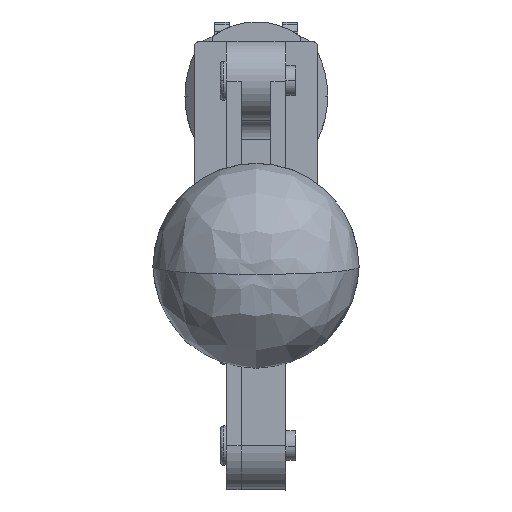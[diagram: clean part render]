
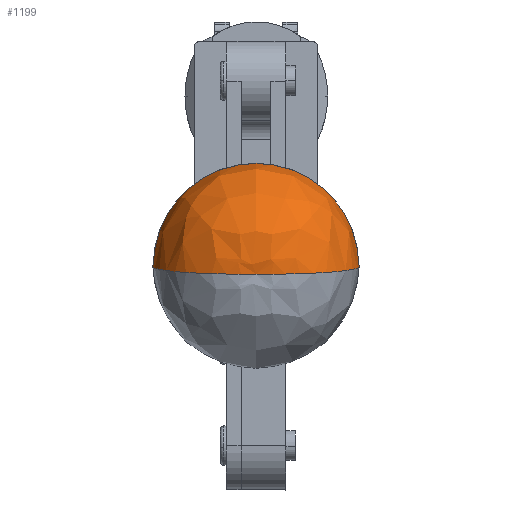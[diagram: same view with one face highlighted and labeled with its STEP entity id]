
A CAD part, top view. The second image highlights one B-rep face of the part: STEP entity #1199.
In plain terms, the highlighted free-form (B-spline) face has degree [2, 2] with [5, 9] control points.
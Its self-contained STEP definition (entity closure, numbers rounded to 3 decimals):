
#1081=CARTESIAN_POINT('',(-41.319,-0.371,137.851));
#1082=VERTEX_POINT('',#1081);
#1090=CARTESIAN_POINT('',(-20.492,20.377,139.666));
#1091=VERTEX_POINT('',#1090);
#1092=CARTESIAN_POINT('',(-20.492,-0.371,137.851));
#1093=DIRECTION('',(0.,0.087,-0.996));
#1094=DIRECTION('',(0.,-0.996,-0.087));
#1095=AXIS2_PLACEMENT_3D('',#1092,#1093,#1094);
#1096=CIRCLE('',#1095,20.827);
#1097=EDGE_CURVE('',#1082,#1091,#1096,.T.);
#1118=CARTESIAN_POINT('',(-20.492,-2.1,157.605));
#1119=CARTESIAN_POINT('',(-29.921,-2.236,159.164));
#1120=CARTESIAN_POINT('',(-36.499,-1.632,152.256));
#1121=CARTESIAN_POINT('',(-43.077,-1.027,145.347));
#1122=CARTESIAN_POINT('',(-41.015,-0.214,136.049));
#1123=CARTESIAN_POINT('',(-20.492,-2.1,157.605));
#1124=CARTESIAN_POINT('',(-29.921,-11.63,158.343));
#1125=CARTESIAN_POINT('',(-36.499,-17.578,150.861));
#1126=CARTESIAN_POINT('',(-43.077,-23.526,143.379));
#1127=CARTESIAN_POINT('',(-41.015,-20.659,134.26));
#1128=CARTESIAN_POINT('',(-20.492,-2.1,157.605));
#1129=CARTESIAN_POINT('',(-20.492,-11.63,158.343));
#1130=CARTESIAN_POINT('',(-20.492,-17.578,150.861));
#1131=CARTESIAN_POINT('',(-20.492,-23.526,143.379));
#1132=CARTESIAN_POINT('',(-20.492,-20.659,134.26));
#1133=CARTESIAN_POINT('',(-20.492,-2.1,157.605));
#1134=CARTESIAN_POINT('',(-11.063,-11.63,158.343));
#1135=CARTESIAN_POINT('',(-4.485,-17.578,150.861));
#1136=CARTESIAN_POINT('',(2.093,-23.526,143.379));
#1137=CARTESIAN_POINT('',(0.032,-20.659,134.26));
#1138=CARTESIAN_POINT('',(-20.492,-2.1,157.605));
#1139=CARTESIAN_POINT('',(-11.063,-2.236,159.164));
#1140=CARTESIAN_POINT('',(-4.485,-1.632,152.256));
#1141=CARTESIAN_POINT('',(2.093,-1.027,145.347));
#1142=CARTESIAN_POINT('',(0.032,-0.214,136.049));
#1143=CARTESIAN_POINT('',(-20.492,-2.1,157.605));
#1144=CARTESIAN_POINT('',(-11.063,7.157,159.986));
#1145=CARTESIAN_POINT('',(-4.485,14.314,153.651));
#1146=CARTESIAN_POINT('',(2.093,21.471,147.315));
#1147=CARTESIAN_POINT('',(0.032,20.232,137.838));
#1148=CARTESIAN_POINT('',(-20.492,-2.1,157.605));
#1149=CARTESIAN_POINT('',(-20.492,7.157,159.986));
#1150=CARTESIAN_POINT('',(-20.492,14.314,153.651));
#1151=CARTESIAN_POINT('',(-20.492,21.471,147.315));
#1152=CARTESIAN_POINT('',(-20.492,20.232,137.838));
#1153=CARTESIAN_POINT('',(-20.492,-2.1,157.605));
#1154=CARTESIAN_POINT('',(-29.921,7.157,159.986));
#1155=CARTESIAN_POINT('',(-36.499,14.314,153.651));
#1156=CARTESIAN_POINT('',(-43.077,21.471,147.315));
#1157=CARTESIAN_POINT('',(-41.015,20.232,137.838));
#1158=CARTESIAN_POINT('',(-20.492,-2.1,157.605));
#1159=CARTESIAN_POINT('',(-29.921,-2.236,159.164));
#1160=CARTESIAN_POINT('',(-36.499,-1.632,152.256));
#1161=CARTESIAN_POINT('',(-43.077,-1.027,145.347));
#1162=CARTESIAN_POINT('',(-41.015,-0.214,136.049));
#1170=(BOUNDED_SURFACE()B_SPLINE_SURFACE(2,2,((#1118,#1123,#1128,#1133,#1138,#1143,#1148,#1153,#1158),(#1119,#1124,#1129,#1134,#1139,#1144,#1149,#1154,#1159),(#1120,#1125,#1130,#1135,#1140,#1145,#1150,#1155,#1160),(#1121,#1126,#1131,#1136,#1141,#1146,#1151,#1156,#1161),(#1122,#1127,#1132,#1137,#1142,#1147,#1152,#1157,#1162)),.UNSPECIFIED.,.F.,.T.,.U.)B_SPLINE_SURFACE_WITH_KNOTS((3,2,3),(3,2,2,2,3),(-1.735,-0.759,0.217),(0.0,1.571,3.142,4.712,6.283),.UNSPECIFIED.)GEOMETRIC_REPRESENTATION_ITEM()RATIONAL_B_SPLINE_SURFACE(((1.0,0.707,1.0,0.707,1.0,0.707,1.0,0.707,1.0),(0.883,0.625,0.883,0.625,0.883,0.625,0.883,0.625,0.883),(1.0,0.707,1.0,0.707,1.0,0.707,1.0,0.707,1.0),(0.883,0.625,0.883,0.625,0.883,0.625,0.883,0.625,0.883),(1.0,0.707,1.0,0.707,1.0,0.707,1.0,0.707,1.0)))REPRESENTATION_ITEM('')SURFACE());
#1171=CARTESIAN_POINT('',(-20.492,-2.1,157.605));
#1172=VERTEX_POINT('',#1171);
#1173=CARTESIAN_POINT('',(-23.439,-0.552,139.916));
#1174=DIRECTION('',(0.0,0.996,0.087));
#1175=DIRECTION('',(-1.0,0.0,0.0));
#1176=AXIS2_PLACEMENT_3D('',#1173,#1174,#1175);
#1177=CIRCLE('',#1176,18.);
#1178=EDGE_CURVE('',#1082,#1172,#1177,.T.);
#1179=ORIENTED_EDGE('',*,*,#1178,.T.);
#1180=CARTESIAN_POINT('',(0.335,-0.371,137.851));
#1181=VERTEX_POINT('',#1180);
#1182=CARTESIAN_POINT('',(-17.545,-0.552,139.916));
#1183=DIRECTION('',(0.0,0.996,0.087));
#1184=DIRECTION('',(1.0,0.0,0.0));
#1185=AXIS2_PLACEMENT_3D('',#1182,#1183,#1184);
#1186=CIRCLE('',#1185,18.);
#1187=EDGE_CURVE('',#1172,#1181,#1186,.T.);
#1188=ORIENTED_EDGE('',*,*,#1187,.T.);
#1189=CARTESIAN_POINT('',(-20.492,-0.371,137.851));
#1190=DIRECTION('',(0.,0.087,-0.996));
#1191=DIRECTION('',(0.,-0.996,-0.087));
#1192=AXIS2_PLACEMENT_3D('',#1189,#1190,#1191);
#1193=CIRCLE('',#1192,20.827);
#1194=EDGE_CURVE('',#1091,#1181,#1193,.T.);
#1195=ORIENTED_EDGE('',*,*,#1194,.F.);
#1196=ORIENTED_EDGE('',*,*,#1097,.F.);
#1197=EDGE_LOOP('',(#1179,#1188,#1195,#1196));
#1198=FACE_OUTER_BOUND('',#1197,.T.);
#1199=ADVANCED_FACE('',(#1198),#1170,.T.);
